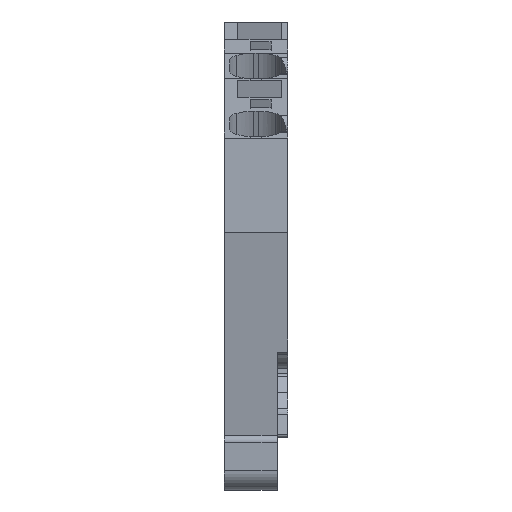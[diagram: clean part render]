
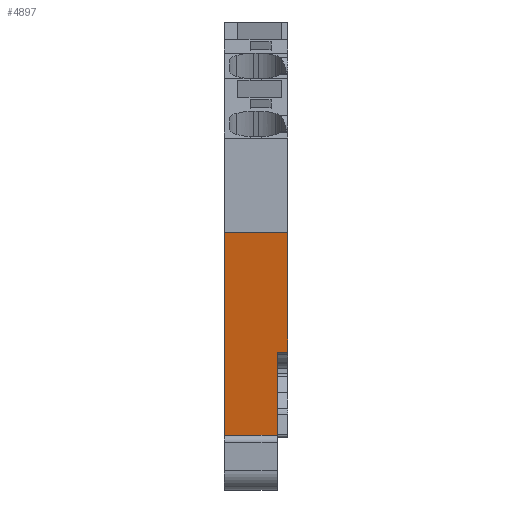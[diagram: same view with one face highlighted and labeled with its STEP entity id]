
A CAD part, front view. The second image highlights one B-rep face of the part: STEP entity #4897.
In plain terms, the highlighted planar face has unit normal (0, -0.986, -0.168).
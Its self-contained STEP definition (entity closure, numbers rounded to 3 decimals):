
#4868=AXIS2_PLACEMENT_3D('Plane Axis2P3D',#4865,#4866,#4867) ;
#627=CARTESIAN_POINT('Vertex',(6.1,0.,24.847)) ;
#630=CARTESIAN_POINT('Line Origine',(6.1,0.984,19.069)) ;
#634=CARTESIAN_POINT('Vertex',(6.1,1.969,13.292)) ;
#1963=CARTESIAN_POINT('Vertex',(0.,3.531,4.123)) ;
#1966=CARTESIAN_POINT('Line Origine',(0.,1.765,14.485)) ;
#1970=CARTESIAN_POINT('Vertex',(0.,0.,24.847)) ;
#4853=CARTESIAN_POINT('Line Origine',(3.05,0.,24.847)) ;
#4865=CARTESIAN_POINT('Axis2P3D Location',(0.,3.531,4.123)) ;
#4870=CARTESIAN_POINT('Line Origine',(2.55,3.531,4.123)) ;
#4874=CARTESIAN_POINT('Vertex',(5.1,3.531,4.123)) ;
#4877=CARTESIAN_POINT('Line Origine',(5.1,2.75,8.708)) ;
#4881=CARTESIAN_POINT('Vertex',(5.1,1.969,13.292)) ;
#4884=CARTESIAN_POINT('Line Origine',(5.6,1.969,13.292)) ;
#631=DIRECTION('Vector Direction',(0.,0.168,-0.986)) ;
#1967=DIRECTION('Vector Direction',(0.,-0.168,0.986)) ;
#4854=DIRECTION('Vector Direction',(-1.,0.,0.)) ;
#4866=DIRECTION('Axis2P3D Direction',(0.,-0.986,-0.168)) ;
#4867=DIRECTION('Axis2P3D XDirection',(0.,-0.168,0.986)) ;
#4871=DIRECTION('Vector Direction',(-1.,0.,0.)) ;
#4878=DIRECTION('Vector Direction',(0.,0.168,-0.986)) ;
#4885=DIRECTION('Vector Direction',(-1.,0.,0.)) ;
#632=VECTOR('Line Direction',#631,1.) ;
#1968=VECTOR('Line Direction',#1967,1.) ;
#4855=VECTOR('Line Direction',#4854,1.) ;
#4872=VECTOR('Line Direction',#4871,1.) ;
#4879=VECTOR('Line Direction',#4878,1.) ;
#4886=VECTOR('Line Direction',#4885,1.) ;
#4890=ORIENTED_EDGE('',*,*,#1972,.T.) ;
#4891=ORIENTED_EDGE('',*,*,#4876,.F.) ;
#4892=ORIENTED_EDGE('',*,*,#4883,.F.) ;
#4893=ORIENTED_EDGE('',*,*,#4888,.F.) ;
#4894=ORIENTED_EDGE('',*,*,#636,.T.) ;
#4895=ORIENTED_EDGE('',*,*,#4857,.T.) ;
#4897=ADVANCED_FACE('MLD',(#4896),#4869,.T.) ;
#636=EDGE_CURVE('',#635,#628,#633,.F.) ;
#1972=EDGE_CURVE('',#1971,#1964,#1969,.F.) ;
#4857=EDGE_CURVE('',#628,#1971,#4856,.T.) ;
#4876=EDGE_CURVE('',#4875,#1964,#4873,.T.) ;
#4883=EDGE_CURVE('',#4882,#4875,#4880,.T.) ;
#4888=EDGE_CURVE('',#635,#4882,#4887,.T.) ;
#4889=EDGE_LOOP('',(#4890,#4891,#4892,#4893,#4894,#4895)) ;
#4896=FACE_OUTER_BOUND('',#4889,.T.) ;
#633=LINE('Line',#630,#632) ;
#1969=LINE('Line',#1966,#1968) ;
#4856=LINE('Line',#4853,#4855) ;
#4873=LINE('Line',#4870,#4872) ;
#4880=LINE('Line',#4877,#4879) ;
#4887=LINE('Line',#4884,#4886) ;
#4869=PLANE('',#4868) ;
#628=VERTEX_POINT('',#627) ;
#635=VERTEX_POINT('',#634) ;
#1964=VERTEX_POINT('',#1963) ;
#1971=VERTEX_POINT('',#1970) ;
#4875=VERTEX_POINT('',#4874) ;
#4882=VERTEX_POINT('',#4881) ;
